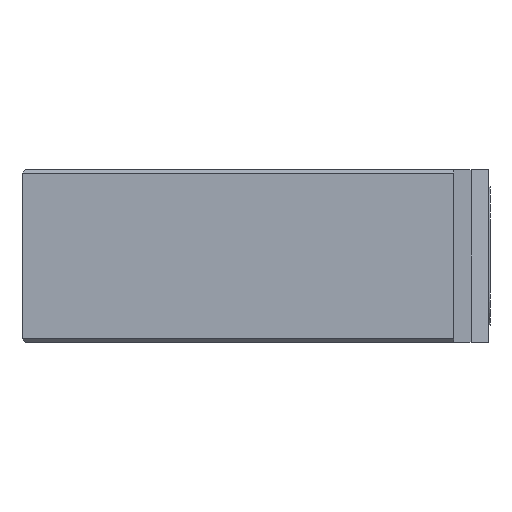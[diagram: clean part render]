
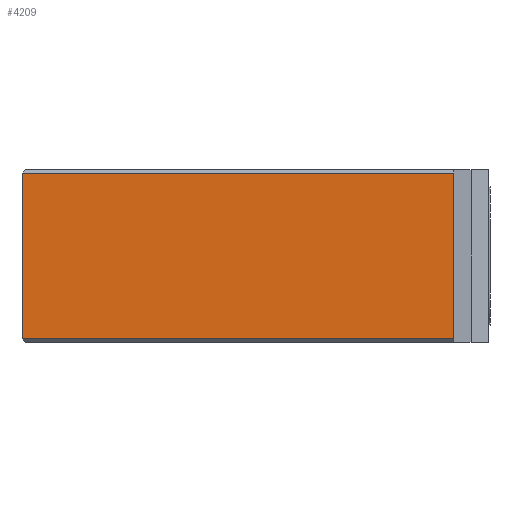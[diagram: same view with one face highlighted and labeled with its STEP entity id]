
A CAD part, left-side view. The second image highlights one B-rep face of the part: STEP entity #4209.
In plain terms, the highlighted planar face has unit normal (-1, 0, 0).
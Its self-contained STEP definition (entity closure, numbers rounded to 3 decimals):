
#1498 = LINE ( 'NONE', #1515, #1521 ) ;
#1515 = CARTESIAN_POINT ( 'NONE',  ( -25., -13.5, -9.8 ) ) ;
#1520 = DIRECTION ( 'NONE',  ( 0., -1., 0. ) ) ;
#1521 = VECTOR ( 'NONE', #1520, 1000. ) ;
#1913 = CARTESIAN_POINT ( 'NONE',  ( -25., -11.5, -0.2 ) ) ;
#1925 = CARTESIAN_POINT ( 'NONE',  ( -25., 13.5, -0.2 ) ) ;
#1930 = CARTESIAN_POINT ( 'NONE',  ( -25., -11.5, -9.8 ) ) ;
#1958 = DIRECTION ( 'NONE',  ( 0., 0., 1. ) ) ;
#1959 = VECTOR ( 'NONE', #1958, 1000. ) ;
#1960 = CARTESIAN_POINT ( 'NONE',  ( -25., 13.5, -10. ) ) ;
#1961 = LINE ( 'NONE', #1960, #1959 ) ;
#1998 = CARTESIAN_POINT ( 'NONE',  ( -25., 13.5, -9.8 ) ) ;
#2005 = DIRECTION ( 'NONE',  ( 0., 1., 0. ) ) ;
#2006 = VECTOR ( 'NONE', #2005, 1000. ) ;
#2008 = DIRECTION ( 'NONE',  ( 0., 0., 1. ) ) ;
#2009 = VECTOR ( 'NONE', #2008, 1000. ) ;
#2010 = CARTESIAN_POINT ( 'NONE',  ( -25., -11.5, -10.001 ) ) ;
#2011 = CARTESIAN_POINT ( 'NONE',  ( -25., 13.5, -0.2 ) ) ;
#2012 = LINE ( 'NONE', #2011, #2006 ) ;
#2020 = LINE ( 'NONE', #2010, #2009 ) ;
#2041 = DIRECTION ( 'NONE',  ( 0., -1., 0. ) ) ;
#2042 = DIRECTION ( 'NONE',  ( -1., 0., 0. ) ) ;
#2043 = CARTESIAN_POINT ( 'NONE',  ( -25., 13.5, -10. ) ) ;
#2044 = AXIS2_PLACEMENT_3D ( 'NONE', #2043, #2042, #2041 ) ;
#2045 = PLANE ( 'NONE',  #2044 ) ;
#2056 = FACE_OUTER_BOUND ( 'NONE', #4210, .T. ) ;
#4132 = ORIENTED_EDGE ( 'NONE', *, *, #4148, .F. ) ;
#4136 = ORIENTED_EDGE ( 'NONE', *, *, #4190, .T. ) ;
#4138 = VERTEX_POINT ( 'NONE', #1930 ) ;
#4141 = VERTEX_POINT ( 'NONE', #1913 ) ;
#4148 = EDGE_CURVE ( 'NONE', #4163, #4151, #1961, .T. ) ;
#4151 = VERTEX_POINT ( 'NONE', #1925 ) ;
#4163 = VERTEX_POINT ( 'NONE', #1998 ) ;
#4186 = ORIENTED_EDGE ( 'NONE', *, *, #4188, .T. ) ;
#4188 = EDGE_CURVE ( 'NONE', #4138, #4141, #2020, .T. ) ;
#4190 = EDGE_CURVE ( 'NONE', #4141, #4151, #2012, .T. ) ;
#4199 = EDGE_CURVE ( 'NONE', #4163, #4138, #1498, .T. ) ;
#4206 = ORIENTED_EDGE ( 'NONE', *, *, #4199, .T. ) ;
#4209 = ADVANCED_FACE ( 'NONE', ( #2056 ), #2045, .T. ) ;
#4210 = EDGE_LOOP ( 'NONE', ( #4186, #4136, #4132, #4206 ) ) ;
